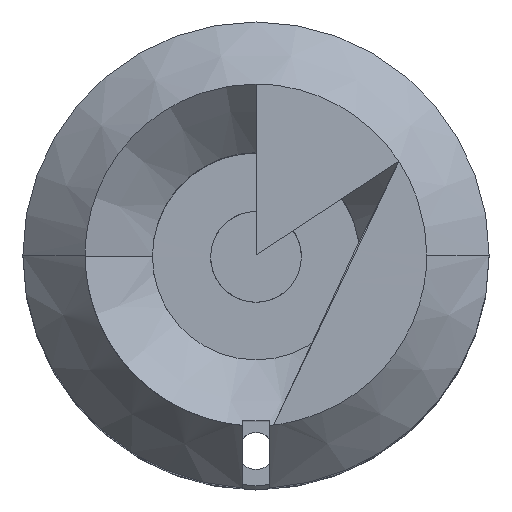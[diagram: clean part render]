
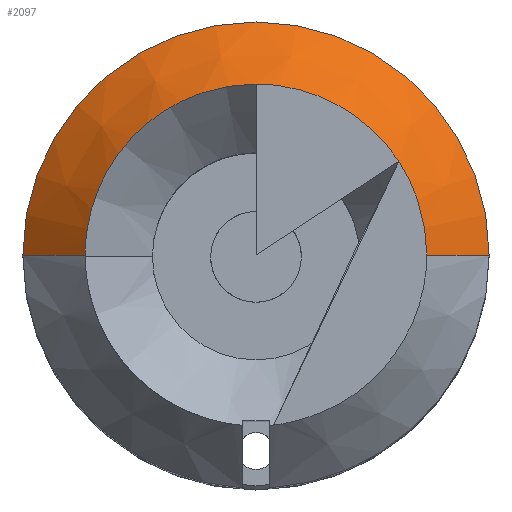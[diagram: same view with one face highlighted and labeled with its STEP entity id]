
A CAD part, top view. The second image highlights one B-rep face of the part: STEP entity #2097.
In plain terms, the highlighted conical face has half-angle 45 degrees and reference radius 10.477 mm.
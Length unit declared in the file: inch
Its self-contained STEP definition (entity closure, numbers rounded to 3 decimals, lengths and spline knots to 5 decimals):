
#29 = VECTOR ( 'NONE', #1248, 39.37008 ) ;
#321 = CARTESIAN_POINT ( 'NONE',  ( -0.25331, 0.32983, 0.00002 ) ) ;
#374 = LINE ( 'NONE', #832, #29 ) ;
#396 = CARTESIAN_POINT ( 'NONE',  ( 0., 0., -0.15 ) ) ;
#419 = VERTEX_POINT ( 'NONE', #1877 ) ;
#436 = CARTESIAN_POINT ( 'NONE',  ( -0.5625, 0., -0.15 ) ) ;
#446 = CARTESIAN_POINT ( 'NONE',  ( 0., 0.4125, 0. ) ) ;
#568 = AXIS2_PLACEMENT_3D ( 'NONE', #396, #2187, #781 ) ;
#648 = FACE_OUTER_BOUND ( 'NONE', #2442, .T. ) ;
#665 = CARTESIAN_POINT ( 'NONE',  ( -0.05396, 0.4125, 0. ) ) ;
#699 = CARTESIAN_POINT ( 'NONE',  ( -0.41216, 0., 0.00006 ) ) ;
#752 = CARTESIAN_POINT ( 'NONE',  ( 0., 0.4125, 0. ) ) ;
#768 = CARTESIAN_POINT ( 'NONE',  ( 0.41216, 0., 0.00006 ) ) ;
#778 = CARTESIAN_POINT ( 'NONE',  ( 0.40126, 0.10792, 0.00008 ) ) ;
#781 = DIRECTION ( 'NONE',  ( 1., 0., 0. ) ) ;
#832 = CARTESIAN_POINT ( 'NONE',  ( -0.4125, 0., 0. ) ) ;
#865 = CARTESIAN_POINT ( 'NONE',  ( 0., 0., 0. ) ) ;
#904 = CARTESIAN_POINT ( 'NONE',  ( -0.36008, 0.20769, 0.00006 ) ) ;
#905 = EDGE_CURVE ( 'NONE', #1688, #2529, #1104, .T. ) ;
#953 = CARTESIAN_POINT ( 'NONE',  ( 0.41216, 0., 0.00006 ) ) ;
#960 = CARTESIAN_POINT ( 'NONE',  ( 0.32957, 0.25345, 0.00004 ) ) ;
#1017 = B_SPLINE_CURVE_WITH_KNOTS ( 'NONE', 3,
 ( #2446, #665, #2082, #2111, #321, #1478, #904, #1914, #2312, #699 ),
 .UNSPECIFIED., .F., .F.,
 ( 4, 2, 2, 2, 4 ),
 ( 0., 0.06257, 0.12513, 0.1877, 0.25026 ),
 .UNSPECIFIED. ) ;
#1038 = VERTEX_POINT ( 'NONE', #436 ) ;
#1104 = B_SPLINE_CURVE_WITH_KNOTS ( 'NONE', 3,
 ( #768, #2162, #778, #2535, #960, #1755, #2153, #2185, #1532, #752 ),
 .UNSPECIFIED., .F., .F.,
 ( 4, 2, 2, 2, 4 ),
 ( 0.74974, 0.8123, 0.87487, 0.93743, 1. ),
 .UNSPECIFIED. ) ;
#1134 = CARTESIAN_POINT ( 'NONE',  ( 0.4125, 0., 0. ) ) ;
#1194 = VERTEX_POINT ( 'NONE', #1979 ) ;
#1248 = DIRECTION ( 'NONE',  ( -0.707, 0., -0.707 ) ) ;
#1478 = CARTESIAN_POINT ( 'NONE',  ( -0.32957, 0.25345, 0.00004 ) ) ;
#1532 = CARTESIAN_POINT ( 'NONE',  ( 0.05396, 0.4125, 0. ) ) ;
#1607 = ORIENTED_EDGE ( 'NONE', *, *, #905, .F. ) ;
#1688 = VERTEX_POINT ( 'NONE', #953 ) ;
#1741 = EDGE_CURVE ( 'NONE', #419, #1038, #2455, .T. ) ;
#1755 = CARTESIAN_POINT ( 'NONE',  ( 0.25331, 0.32983, 0.00002 ) ) ;
#1833 = CONICAL_SURFACE ( 'NONE', #2327, 0.4125, 0.785 ) ;
#1877 = CARTESIAN_POINT ( 'NONE',  ( 0.5625, 0., -0.15 ) ) ;
#1914 = CARTESIAN_POINT ( 'NONE',  ( -0.40126, 0.10792, 0.00008 ) ) ;
#1937 = ORIENTED_EDGE ( 'NONE', *, *, #2138, .T. ) ;
#1979 = CARTESIAN_POINT ( 'NONE',  ( -0.41216, 0., 0.00006 ) ) ;
#2078 = DIRECTION ( 'NONE',  ( 0., 0., -1. ) ) ;
#2082 = CARTESIAN_POINT ( 'NONE',  ( -0.10791, 0.40176, 0. ) ) ;
#2097 = ADVANCED_FACE ( 'NONE', ( #648 ), #1833, .T. ) ;
#2111 = CARTESIAN_POINT ( 'NONE',  ( -0.2076, 0.36042, 0.00001 ) ) ;
#2138 = EDGE_CURVE ( 'NONE', #1688, #419, #2485, .T. ) ;
#2150 = ORIENTED_EDGE ( 'NONE', *, *, #1741, .T. ) ;
#2153 = CARTESIAN_POINT ( 'NONE',  ( 0.2076, 0.36042, 0.00001 ) ) ;
#2162 = CARTESIAN_POINT ( 'NONE',  ( 0.41191, 0.05396, 0.0001 ) ) ;
#2185 = CARTESIAN_POINT ( 'NONE',  ( 0.10791, 0.40176, 0. ) ) ;
#2187 = DIRECTION ( 'NONE',  ( 0., 0., 1. ) ) ;
#2211 = ORIENTED_EDGE ( 'NONE', *, *, #2473, .F. ) ;
#2277 = DIRECTION ( 'NONE',  ( -1., 0., 0. ) ) ;
#2312 = CARTESIAN_POINT ( 'NONE',  ( -0.41191, 0.05396, 0.0001 ) ) ;
#2314 = VECTOR ( 'NONE', #2512, 39.37008 ) ;
#2327 = AXIS2_PLACEMENT_3D ( 'NONE', #865, #2078, #2277 ) ;
#2438 = ORIENTED_EDGE ( 'NONE', *, *, #2536, .F. ) ;
#2442 = EDGE_LOOP ( 'NONE', ( #1607, #1937, #2150, #2211, #2438 ) ) ;
#2446 = CARTESIAN_POINT ( 'NONE',  ( 0., 0.4125, 0. ) ) ;
#2455 = CIRCLE ( 'NONE', #568, 0.5625 ) ;
#2473 = EDGE_CURVE ( 'NONE', #1194, #1038, #374, .T. ) ;
#2485 = LINE ( 'NONE', #1134, #2314 ) ;
#2512 = DIRECTION ( 'NONE',  ( 0.707, 0., -0.707 ) ) ;
#2529 = VERTEX_POINT ( 'NONE', #446 ) ;
#2535 = CARTESIAN_POINT ( 'NONE',  ( 0.36008, 0.20769, 0.00006 ) ) ;
#2536 = EDGE_CURVE ( 'NONE', #2529, #1194, #1017, .T. ) ;
